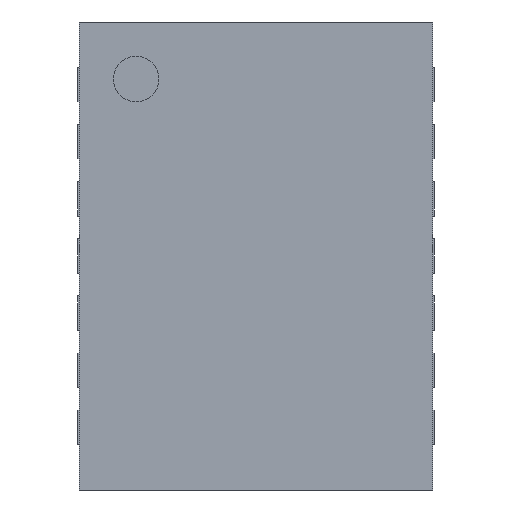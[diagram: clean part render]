
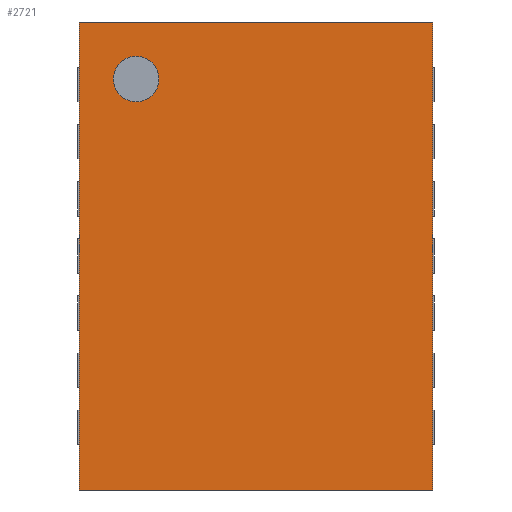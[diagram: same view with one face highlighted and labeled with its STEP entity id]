
A CAD part, front view. The second image highlights one B-rep face of the part: STEP entity #2721.
In plain terms, the highlighted planar face has unit normal (0, -1, 0).
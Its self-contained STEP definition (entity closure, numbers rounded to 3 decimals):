
#748 = VERTEX_POINT('',#749);
#749 = CARTESIAN_POINT('',(1.55,-0.8,2.05));
#755 = EDGE_CURVE('',#748,#756,#758,.T.);
#756 = VERTEX_POINT('',#757);
#757 = CARTESIAN_POINT('',(1.55,-0.8,-2.05));
#758 = LINE('',#759,#760);
#759 = CARTESIAN_POINT('',(1.55,-0.8,2.05));
#760 = VECTOR('',#761,1.);
#761 = DIRECTION('',(0.,0.,-1.));
#1041 = VERTEX_POINT('',#1042);
#1042 = CARTESIAN_POINT('',(-1.55,-0.8,-2.05));
#1048 = EDGE_CURVE('',#1041,#1049,#1051,.T.);
#1049 = VERTEX_POINT('',#1050);
#1050 = CARTESIAN_POINT('',(-1.55,-0.8,2.05));
#1051 = LINE('',#1052,#1053);
#1052 = CARTESIAN_POINT('',(-1.55,-0.8,-2.05));
#1053 = VECTOR('',#1054,1.);
#1054 = DIRECTION('',(0.,0.,1.));
#1807 = EDGE_CURVE('',#1049,#748,#1808,.T.);
#1808 = LINE('',#1809,#1810);
#1809 = CARTESIAN_POINT('',(-1.55,-0.8,2.05));
#1810 = VECTOR('',#1811,1.);
#1811 = DIRECTION('',(1.,0.,0.));
#2412 = EDGE_CURVE('',#756,#1041,#2413,.T.);
#2413 = LINE('',#2414,#2415);
#2414 = CARTESIAN_POINT('',(1.55,-0.8,-2.05));
#2415 = VECTOR('',#2416,1.);
#2416 = DIRECTION('',(-1.,0.,0.));
#2721 = ADVANCED_FACE('',(#2722,#2742),#2748,.T.);
#2722 = FACE_BOUND('',#2723,.T.);
#2723 = EDGE_LOOP('',(#2724,#2735));
#2724 = ORIENTED_EDGE('',*,*,#2725,.T.);
#2725 = EDGE_CURVE('',#2726,#2728,#2730,.T.);
#2726 = VERTEX_POINT('',#2727);
#2727 = CARTESIAN_POINT('',(-1.05,-0.8,1.75));
#2728 = VERTEX_POINT('',#2729);
#2729 = CARTESIAN_POINT('',(-1.05,-0.8,1.35));
#2730 = CIRCLE('',#2731,0.2);
#2731 = AXIS2_PLACEMENT_3D('',#2732,#2733,#2734);
#2732 = CARTESIAN_POINT('',(-1.05,-0.8,1.55));
#2733 = DIRECTION('',(0.,1.,0.));
#2734 = DIRECTION('',(0.,0.,1.));
#2735 = ORIENTED_EDGE('',*,*,#2736,.T.);
#2736 = EDGE_CURVE('',#2728,#2726,#2737,.T.);
#2737 = CIRCLE('',#2738,0.2);
#2738 = AXIS2_PLACEMENT_3D('',#2739,#2740,#2741);
#2739 = CARTESIAN_POINT('',(-1.05,-0.8,1.55));
#2740 = DIRECTION('',(0.,1.,0.));
#2741 = DIRECTION('',(0.,0.,1.));
#2742 = FACE_BOUND('',#2743,.T.);
#2743 = EDGE_LOOP('',(#2744,#2745,#2746,#2747));
#2744 = ORIENTED_EDGE('',*,*,#1807,.F.);
#2745 = ORIENTED_EDGE('',*,*,#1048,.F.);
#2746 = ORIENTED_EDGE('',*,*,#2412,.F.);
#2747 = ORIENTED_EDGE('',*,*,#755,.F.);
#2748 = PLANE('',#2749);
#2749 = AXIS2_PLACEMENT_3D('',#2750,#2751,#2752);
#2750 = CARTESIAN_POINT('',(-1.55,-0.8,2.05));
#2751 = DIRECTION('',(0.,-1.,0.));
#2752 = DIRECTION('',(0.,0.,-1.));
